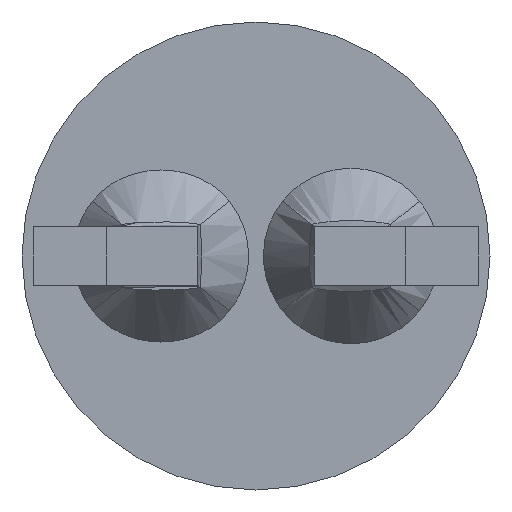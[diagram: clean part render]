
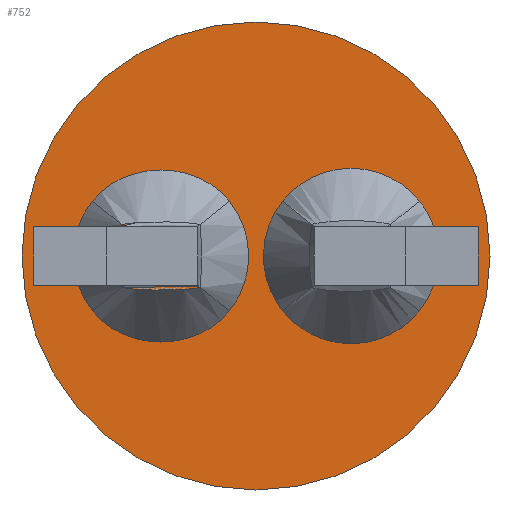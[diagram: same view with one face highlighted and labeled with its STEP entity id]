
A CAD part, front view. The second image highlights one B-rep face of the part: STEP entity #752.
In plain terms, the highlighted planar face has unit normal (0, -1, 0).
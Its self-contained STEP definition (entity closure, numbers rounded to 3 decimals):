
#727=CARTESIAN_POINT('',(0.,1.7,0.));
#728=DIRECTION('',(-0.,1.,0.));
#729=DIRECTION('',(1.,0.,0.));
#730=AXIS2_PLACEMENT_3D('',#727,#728,#729);
#731=PLANE('',#730);
#732=CARTESIAN_POINT('',(1.6,1.7,0.));
#733=VERTEX_POINT('',#732);
#734=CARTESIAN_POINT('',(-1.6,1.7,0.));
#735=VERTEX_POINT('',#734);
#736=CARTESIAN_POINT('',(0.,1.7,0.));
#737=DIRECTION('',(0.,-1.,0.));
#738=DIRECTION('',(1.,0.,0.));
#739=AXIS2_PLACEMENT_3D('',#736,#737,#738);
#740=CIRCLE('',#739,1.6);
#741=EDGE_CURVE('',#733,#735,#740,.T.);
#742=ORIENTED_EDGE('',*,*,#741,.T.);
#743=CARTESIAN_POINT('',(0.,1.7,0.));
#744=DIRECTION('',(0.,-1.,-0.));
#745=DIRECTION('',(-1.,-0.,0.));
#746=AXIS2_PLACEMENT_3D('',#743,#744,#745);
#747=CIRCLE('',#746,1.6);
#748=EDGE_CURVE('',#735,#733,#747,.T.);
#749=ORIENTED_EDGE('',*,*,#748,.T.);
#750=EDGE_LOOP('',(#742,#749));
#751=FACE_BOUND('',#750,.T.);
#752=ADVANCED_FACE('',(#751),#731,.F.);
